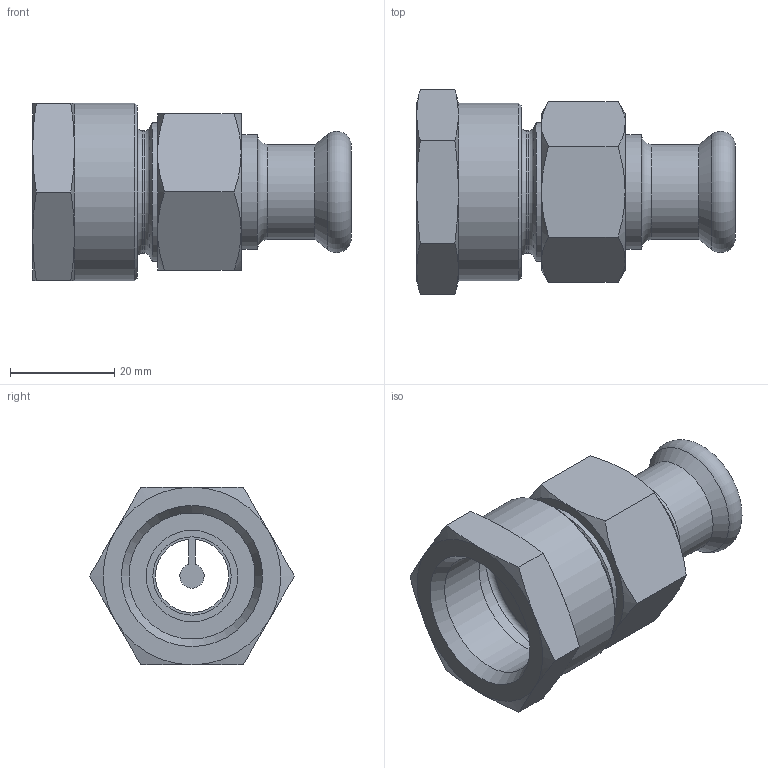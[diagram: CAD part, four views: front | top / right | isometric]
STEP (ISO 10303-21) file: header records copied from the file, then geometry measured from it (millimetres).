
FILE_DESCRIPTION(/* description */ (''),/* implementation_level */ '2;1');
FILE_NAME(/* name */ '34401.stp',/* time_stamp */ '2014-04-01T20:34:59+02:00',/* author */ ('bruh'),/* organization */ (''),/* preprocessor_version */ 'ST-DEVELOPER v15.2',/* originating_system */ 'Autodesk Inventor 2014',/* authorisation */ '');
FILE_SCHEMA (('AUTOMOTIVE_DESIGN { 1 0 10303 214 3 1 1 }'));
Length unit declared in the file: millimetre
Products named in the file (5): 101245; 101135; 400782; 101076; 34401
Bounding box: 61 x 39.26 x 34 mm (x, y, z)
Volume: 21549.8 mm3; surface area: 14162.8 mm2
Topology: 3 solids, 3 shells, 86 faces, 181 edges, 107 vertices
Faces by surface type: cone 35, plane 26, cylinder 16, torus 9
Full cylindrical faces by diameter (mm): 15 x1, 15.2 x1, 15.8 x1, 17.5 x1, 18.2 x1, 22 x2, 22.1 x1, 23.4 x1, 24.117 x2, 26.441 x1, 27.5 x1, 34 x1
Entity records: 2133 total; most frequent: CARTESIAN_POINT 429, DIRECTION 352, ORIENTED_EDGE 278, AXIS2_PLACEMENT_3D 166, EDGE_CURVE 139, EDGE_LOOP 132, VERTEX_POINT 99, ADVANCED_FACE 86
